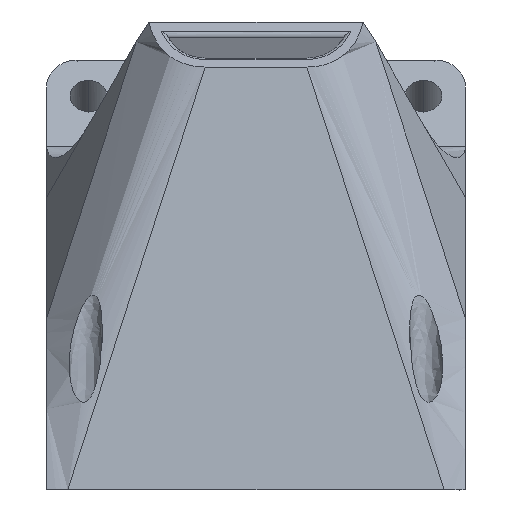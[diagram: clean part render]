
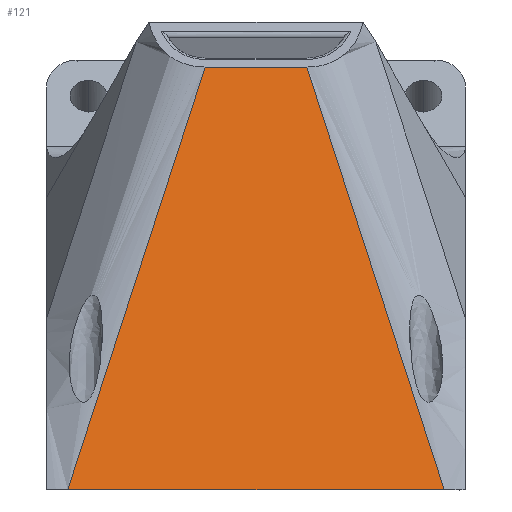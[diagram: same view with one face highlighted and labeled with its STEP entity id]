
A CAD part, left-side view. The second image highlights one B-rep face of the part: STEP entity #121.
In plain terms, the highlighted planar face has unit normal (-0.982, 0, 0.188).
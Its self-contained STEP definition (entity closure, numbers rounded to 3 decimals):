
#121=ADVANCED_FACE('',(#215),#1550,.T.);
#215=FACE_OUTER_BOUND('',#324,.T.);
#324=EDGE_LOOP('',(#766,#767,#768,#769));
#766=ORIENTED_EDGE('',*,*,#1086,.T.);
#767=ORIENTED_EDGE('',*,*,#1040,.F.);
#768=ORIENTED_EDGE('',*,*,#1043,.T.);
#769=ORIENTED_EDGE('',*,*,#1045,.T.);
#1040=EDGE_CURVE('',#1484,#1508,#1335,.T.);
#1043=EDGE_CURVE('',#1484,#1486,#1214,.T.);
#1045=EDGE_CURVE('',#1486,#1509,#1338,.T.);
#1086=EDGE_CURVE('',#1509,#1508,#1251,.T.);
#1214=B_SPLINE_CURVE_WITH_KNOTS('',1,(#3481,#3482),.UNSPECIFIED.,.F.,.F.,
(2,2),(-24.86,-15.14),.UNSPECIFIED.);
#1251=B_SPLINE_CURVE_WITH_KNOTS('',1,(#3765,#3766),.UNSPECIFIED.,.F.,.F.,
(2,2),(73.972,109.908),.UNSPECIFIED.);
#1335=(
BOUNDED_CURVE()
B_SPLINE_CURVE(1,(#3451,#3452),.UNSPECIFIED.,.F.,.F.)
B_SPLINE_CURVE_WITH_KNOTS((2,2),(6.107,49.259),
 .UNSPECIFIED.)
CURVE()
GEOMETRIC_REPRESENTATION_ITEM()
RATIONAL_B_SPLINE_CURVE((1.,1.))
REPRESENTATION_ITEM('')
);
#1338=(
BOUNDED_CURVE()
B_SPLINE_CURVE(1,(#3485,#3486),.UNSPECIFIED.,.F.,.F.)
B_SPLINE_CURVE_WITH_KNOTS((2,2),(-44.274,-1.122),
 .UNSPECIFIED.)
CURVE()
GEOMETRIC_REPRESENTATION_ITEM()
RATIONAL_B_SPLINE_CURVE((1.,1.))
REPRESENTATION_ITEM('')
);
#1484=VERTEX_POINT('',#3164);
#1486=VERTEX_POINT('',#3166);
#1508=VERTEX_POINT('',#3188);
#1509=VERTEX_POINT('',#3189);
#1550=PLANE('',#1664);
#1664=AXIS2_PLACEMENT_3D('',#3034,#1713,$);
#1713=DIRECTION('',(-0.982,0.,0.187));
#3034=CARTESIAN_POINT('',(-31.889,-22.204,-5.423));
#3164=CARTESIAN_POINT('',(-23.147,-4.86,40.384));
#3166=CARTESIAN_POINT('',(-23.147,4.86,40.384));
#3188=CARTESIAN_POINT('',(-30.854,-17.968,0.));
#3189=CARTESIAN_POINT('',(-30.854,17.968,0.));
#3451=CARTESIAN_POINT('',(-23.147,-4.86,40.384));
#3452=CARTESIAN_POINT('',(-30.854,-17.968,0.));
#3481=CARTESIAN_POINT('',(-23.147,-4.86,40.384));
#3482=CARTESIAN_POINT('',(-23.147,4.86,40.384));
#3485=CARTESIAN_POINT('',(-23.147,4.86,40.384));
#3486=CARTESIAN_POINT('',(-30.854,17.968,0.));
#3765=CARTESIAN_POINT('',(-30.854,17.968,0.));
#3766=CARTESIAN_POINT('',(-30.854,-17.968,0.));
